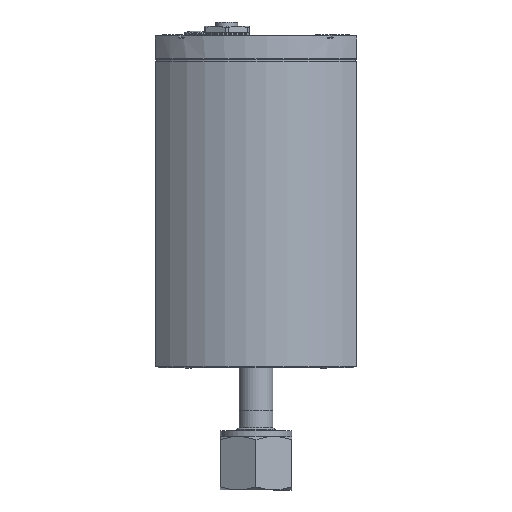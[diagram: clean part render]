
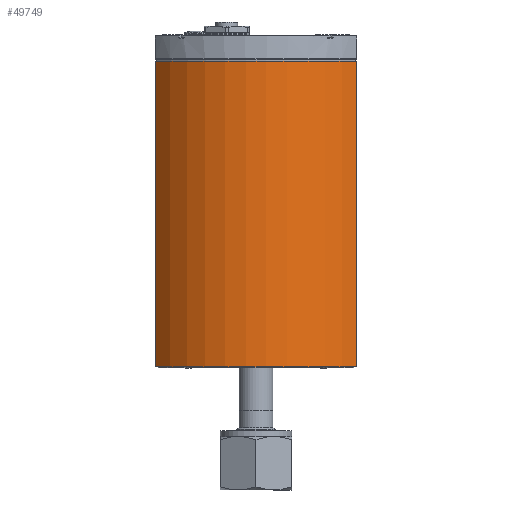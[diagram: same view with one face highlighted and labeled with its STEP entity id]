
A CAD part, left-side view. The second image highlights one B-rep face of the part: STEP entity #49749.
In plain terms, the highlighted cylindrical face has radius 48.5 mm (diameter 97 mm), a partial arc.
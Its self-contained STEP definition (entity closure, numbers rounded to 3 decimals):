
#3140=CIRCLE('',#53370,48.5);
#3151=CIRCLE('',#53389,48.5);
#6053=CYLINDRICAL_SURFACE('',#53388,48.5);
#7484=FACE_OUTER_BOUND('',#10378,.T.);
#10378=EDGE_LOOP('',(#34275,#34276,#34277,#34278));
#13609=LINE('',#80100,#16674);
#13610=LINE('',#80104,#16675);
#16674=VECTOR('',#61229,10.);
#16675=VECTOR('',#61234,10.);
#20734=VERTEX_POINT('',#80054);
#20735=VERTEX_POINT('',#80056);
#20749=VERTEX_POINT('',#80098);
#20750=VERTEX_POINT('',#80102);
#25768=EDGE_CURVE('',#20734,#20735,#3140,.T.);
#25790=EDGE_CURVE('',#20749,#20735,#13609,.T.);
#25791=EDGE_CURVE('',#20749,#20750,#3151,.T.);
#25792=EDGE_CURVE('',#20750,#20734,#13610,.T.);
#34275=ORIENTED_EDGE('',*,*,#25791,.F.);
#34276=ORIENTED_EDGE('',*,*,#25790,.T.);
#34277=ORIENTED_EDGE('',*,*,#25768,.F.);
#34278=ORIENTED_EDGE('',*,*,#25792,.F.);
#49749=ADVANCED_FACE('',(#7484),#6053,.T.);
#53370=AXIS2_PLACEMENT_3D('',#80057,#61182,#61183);
#53388=AXIS2_PLACEMENT_3D('',#80101,#61230,#61231);
#53389=AXIS2_PLACEMENT_3D('',#80103,#61232,#61233);
#61182=DIRECTION('center_axis',(0.,0.,
1.));
#61183=DIRECTION('ref_axis',(-0.626,-0.78,0.));
#61229=DIRECTION('',(0.,0.,1.));
#61230=DIRECTION('center_axis',(0.,0.,
1.));
#61231=DIRECTION('ref_axis',(-0.626,-0.78,0.));
#61232=DIRECTION('center_axis',(0.,0.,
-1.));
#61233=DIRECTION('ref_axis',(-0.626,-0.78,0.));
#61234=DIRECTION('',(0.,0.,1.));
#80054=CARTESIAN_POINT('',(-19.849,37.831,124.6));
#80056=CARTESIAN_POINT('',(-19.849,-37.831,124.6));
#80057=CARTESIAN_POINT('Origin',(10.5,0.,
124.6));
#80098=CARTESIAN_POINT('',(-19.849,-37.831,9.6));
#80100=CARTESIAN_POINT('',(-19.849,-37.831,9.6));
#80101=CARTESIAN_POINT('Origin',(10.5,0.,9.6));
#80102=CARTESIAN_POINT('',(-19.849,37.831,9.6));
#80103=CARTESIAN_POINT('Origin',(10.5,0.,9.6));
#80104=CARTESIAN_POINT('',(-19.849,37.831,9.6));
